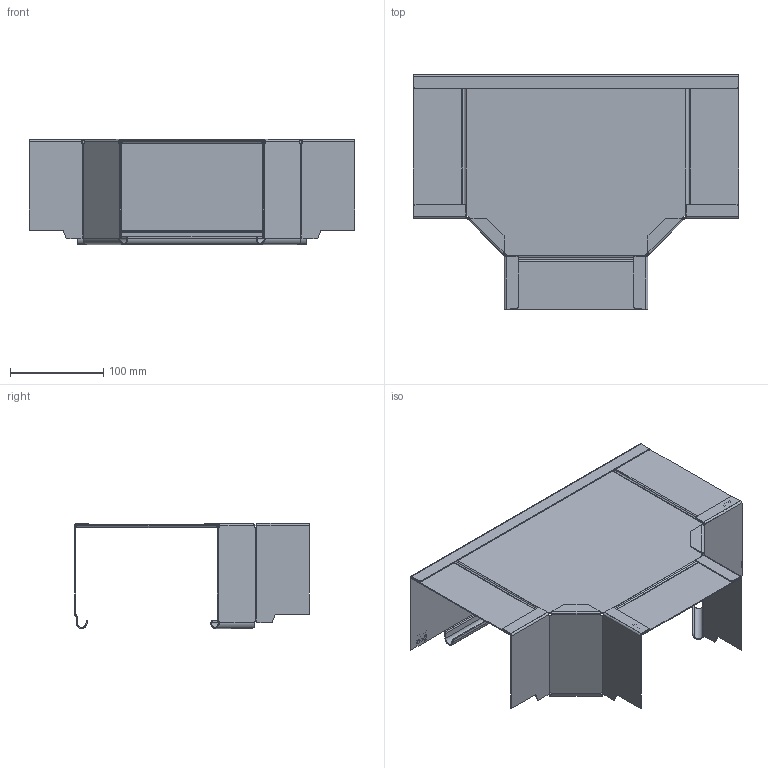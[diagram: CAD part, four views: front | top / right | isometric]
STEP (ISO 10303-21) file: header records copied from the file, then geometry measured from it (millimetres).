
FILE_DESCRIPTION((''),'2;1');
FILE_NAME('60420_T-ABZWEIG_REF_ASM','2013-07-23T',('AndreasKeweloh'),(''),'PRO/ENGINEER BY PARAMETRIC TECHNOLOGY CORPORATION, 2012360','PRO/ENGINEER BY PARAMETRIC TECHNOLOGY CORPORATION, 2012360','');
FILE_SCHEMA(('CONFIG_CONTROL_DESIGN'));
Length unit declared in the file: millimetre
Products named in the file (4): 60420_INNENHOLM_110_REF; 60420HOLM_RTM_REF; 60420_BODENBLECH_REF; 60420_T-ABZWEIG_REF_ASM
Assembly tree (4 placements, depth 2):
  60420_T-ABZWEIG_REF_ASM
    60420_INNENHOLM_110_REF  x2
    60420HOLM_RTM_REF
    60420_BODENBLECH_REF
Bounding box: 350.17 x 252.33 x 113 mm (x, y, z)
Volume: 197089.1 mm3; surface area: 319853.6 mm2
Topology: 4 solids, 4 shells, 566 faces, 1470 edges, 944 vertices
Faces by surface type: plane 400, cylinder 104, extrusion 42, bspline 20
Entity records: 14201 total; most frequent: CARTESIAN_POINT 3621, ORIENTED_EDGE 2240, DIRECTION 2010, EDGE_CURVE 1120, VECTOR 906, LINE 868, VERTEX_POINT 724, AXIS2_PLACEMENT_3D 552
